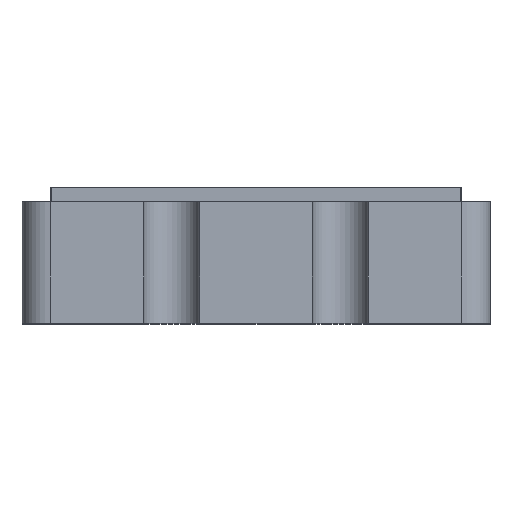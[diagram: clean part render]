
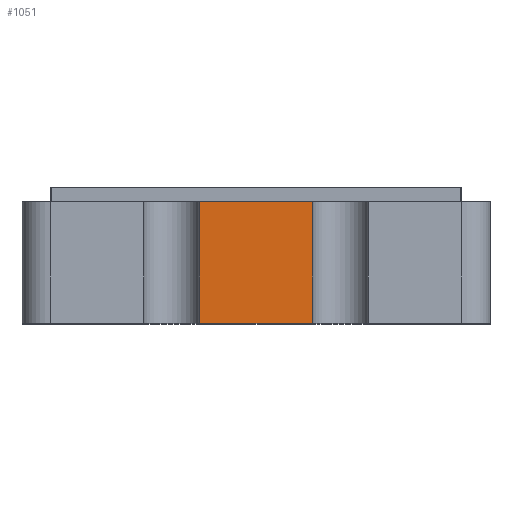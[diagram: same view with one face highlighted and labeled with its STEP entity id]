
A CAD part, top view. The second image highlights one B-rep face of the part: STEP entity #1051.
In plain terms, the highlighted planar face has unit normal (0, 0, 1).
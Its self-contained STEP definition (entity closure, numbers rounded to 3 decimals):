
#194 = ORIENTED_EDGE ( 'NONE', *, *, #3093, .T. ) ;
#413 = DIRECTION ( 'NONE',  ( 1., 0., 0. ) ) ;
#417 = EDGE_CURVE ( 'NONE', #2919, #4037, #2117, .T. ) ;
#440 = CARTESIAN_POINT ( 'NONE',  ( 0.6, 0., 3.5 ) ) ;
#468 = VERTEX_POINT ( 'NONE', #440 ) ;
#504 = DIRECTION ( 'NONE',  ( 0., 1., 0. ) ) ;
#523 = EDGE_CURVE ( 'NONE', #468, #4037, #2271, .T. ) ;
#749 = CARTESIAN_POINT ( 'NONE',  ( -2.2, 1.3, 3.5 ) ) ;
#755 = ORIENTED_EDGE ( 'NONE', *, *, #417, .F. ) ;
#794 = VERTEX_POINT ( 'NONE', #4167 ) ;
#1019 = ORIENTED_EDGE ( 'NONE', *, *, #2167, .T. ) ;
#1051 = ADVANCED_FACE ( 'NONE', ( #4121 ), #3429, .F. ) ;
#1128 = CARTESIAN_POINT ( 'NONE',  ( -2.2, 0., 3.5 ) ) ;
#1146 = CARTESIAN_POINT ( 'NONE',  ( 0.6, 1.3, 3.5 ) ) ;
#1163 = ORIENTED_EDGE ( 'NONE', *, *, #523, .T. ) ;
#1251 = VECTOR ( 'NONE', #3125, 1000. ) ;
#1817 = LINE ( 'NONE', #3604, #3829 ) ;
#2070 = AXIS2_PLACEMENT_3D ( 'NONE', #749, #4120, #3737 ) ;
#2117 = LINE ( 'NONE', #3157, #1251 ) ;
#2167 = EDGE_CURVE ( 'NONE', #2919, #794, #1817, .T. ) ;
#2170 = VECTOR ( 'NONE', #504, 1000. ) ;
#2172 = LINE ( 'NONE', #1128, #3548 ) ;
#2271 = LINE ( 'NONE', #2543, #2170 ) ;
#2369 = EDGE_LOOP ( 'NONE', ( #194, #1163, #755, #1019 ) ) ;
#2543 = CARTESIAN_POINT ( 'NONE',  ( 0.6, 0., 3.5 ) ) ;
#2633 = DIRECTION ( 'NONE',  ( 0., -1., 0. ) ) ;
#2919 = VERTEX_POINT ( 'NONE', #3565 ) ;
#3093 = EDGE_CURVE ( 'NONE', #794, #468, #2172, .T. ) ;
#3125 = DIRECTION ( 'NONE',  ( 1., 0., 0. ) ) ;
#3157 = CARTESIAN_POINT ( 'NONE',  ( -2.2, 1.3, 3.5 ) ) ;
#3429 = PLANE ( 'NONE',  #2070 ) ;
#3548 = VECTOR ( 'NONE', #413, 1000. ) ;
#3565 = CARTESIAN_POINT ( 'NONE',  ( -0.6, 1.3, 3.5 ) ) ;
#3604 = CARTESIAN_POINT ( 'NONE',  ( -0.6, 0., 3.5 ) ) ;
#3737 = DIRECTION ( 'NONE',  ( -1., 0., 0. ) ) ;
#3829 = VECTOR ( 'NONE', #2633, 1000. ) ;
#4037 = VERTEX_POINT ( 'NONE', #1146 ) ;
#4120 = DIRECTION ( 'NONE',  ( 0., 0., -1. ) ) ;
#4121 = FACE_OUTER_BOUND ( 'NONE', #2369, .T. ) ;
#4167 = CARTESIAN_POINT ( 'NONE',  ( -0.6, 0., 3.5 ) ) ;
